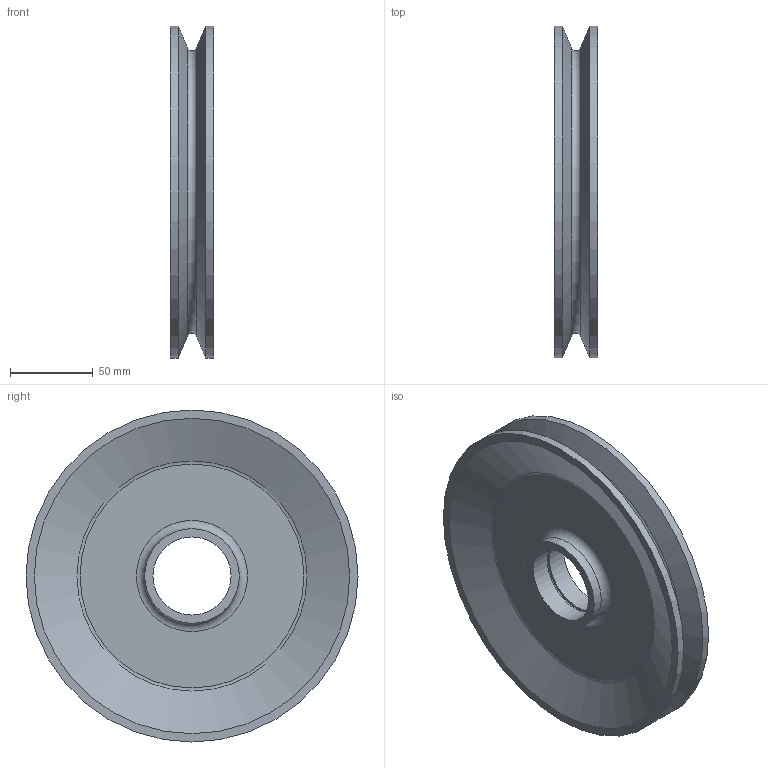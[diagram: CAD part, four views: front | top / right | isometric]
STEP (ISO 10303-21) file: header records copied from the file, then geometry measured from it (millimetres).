
FILE_DESCRIPTION (( 'STEP AP214' ), '1' );
FILE_NAME ('211005_10511A.STEP', '2021-10-05T09:02:21', ( '' ), ( '' ), 'SwSTEP 2.0', 'SolidWorks 2021', '' );
FILE_SCHEMA (( 'AUTOMOTIVE_DESIGN' ));
Length unit declared in the file: millimetre
Products named in the file (1): 211005_10511A
Bounding box: 26 x 200 x 200 mm (x, y, z)
Volume: 274085.1 mm3; surface area: 95533.9 mm2
Topology: 1 solids, 1 shells, 24 faces, 40 edges, 24 vertices
Faces by surface type: plane 8, cylinder 7, torus 5, cone 4
Full cylindrical faces by diameter (mm): 47 x2, 49.5 x1, 57 x2, 200 x2
Entity records: 522 total; most frequent: DIRECTION 98, CARTESIAN_POINT 73, AXIS2_PLACEMENT_3D 49, ORIENTED_EDGE 48, EDGE_LOOP 48, FACE_OUTER_BOUND 36, EDGE_CURVE 24, CIRCLE 24
